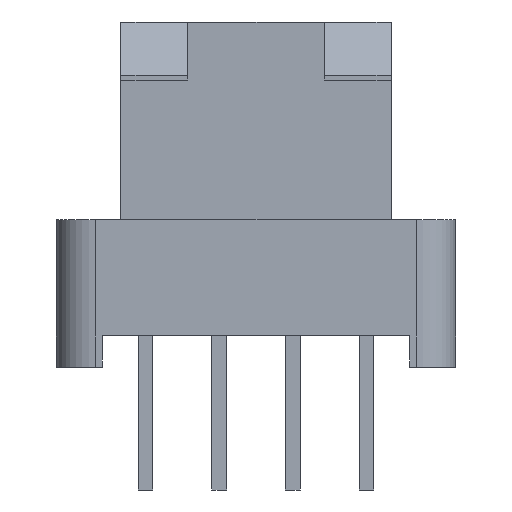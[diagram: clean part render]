
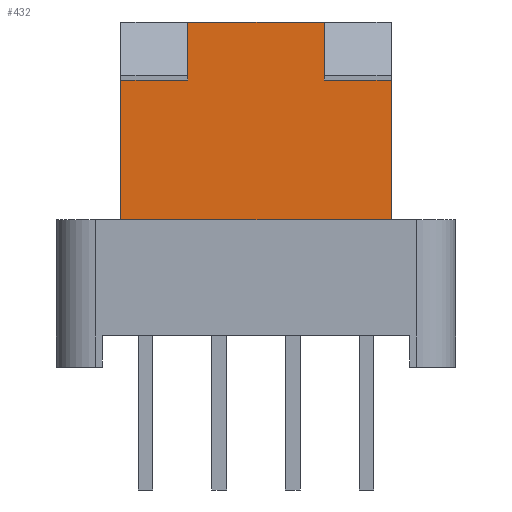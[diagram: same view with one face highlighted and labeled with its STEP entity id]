
A CAD part, left-side view. The second image highlights one B-rep face of the part: STEP entity #432.
In plain terms, the highlighted planar face has unit normal (-1, 0, 0).
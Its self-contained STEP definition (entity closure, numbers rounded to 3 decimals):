
#432=ADVANCED_FACE('',(#1709),#1710,.T.);
#1709=FACE_OUTER_BOUND('',#3346,.T.);
#1710=PLANE('',#3347);
#3346=EDGE_LOOP('',(#7398,#7399,#7400,#7401,#7402,#7403,#7404,#7405));
#3347=AXIS2_PLACEMENT_3D('',#7406,#7407,#7408);
#7398=ORIENTED_EDGE('',*,*,#11147,.T.);
#7399=ORIENTED_EDGE('',*,*,#10244,.T.);
#7400=ORIENTED_EDGE('',*,*,#11165,.F.);
#7401=ORIENTED_EDGE('',*,*,#11172,.F.);
#7402=ORIENTED_EDGE('',*,*,#11173,.F.);
#7403=ORIENTED_EDGE('',*,*,#11174,.T.);
#7404=ORIENTED_EDGE('',*,*,#11175,.T.);
#7405=ORIENTED_EDGE('',*,*,#11176,.F.);
#7406=CARTESIAN_POINT('',(-25.845,3.493,-1.295));
#7407=DIRECTION('',(-1.0,0.0,0.0));
#7408=DIRECTION('',(0.0,0.0,1.0));
#10244=EDGE_CURVE('',#12361,#12359,#12362,.T.);
#11147=EDGE_CURVE('',#13861,#12361,#13862,.T.);
#11165=EDGE_CURVE('',#13892,#12359,#13894,.T.);
#11172=EDGE_CURVE('',#13906,#13892,#13907,.T.);
#11173=EDGE_CURVE('',#13908,#13906,#13909,.T.);
#11174=EDGE_CURVE('',#13908,#13910,#13911,.T.);
#11175=EDGE_CURVE('',#13910,#13912,#13913,.T.);
#11176=EDGE_CURVE('',#13861,#13912,#13914,.T.);
#12359=VERTEX_POINT('',#15671);
#12361=VERTEX_POINT('',#15674);
#12362=LINE('',#15675,#15676);
#13861=VERTEX_POINT('',#18065);
#13862=LINE('',#18066,#18067);
#13892=VERTEX_POINT('',#18113);
#13894=LINE('',#18116,#18117);
#13906=VERTEX_POINT('',#18135);
#13907=LINE('',#18136,#18137);
#13908=VERTEX_POINT('',#18138);
#13909=LINE('',#18139,#18140);
#13910=VERTEX_POINT('',#18141);
#13911=LINE('',#18142,#18143);
#13912=VERTEX_POINT('',#18144);
#13913=LINE('',#18145,#18146);
#13914=LINE('',#18147,#18148);
#15671=CARTESIAN_POINT('',(-25.845,-3.493,-4.902));
#15674=CARTESIAN_POINT('',(-25.845,3.493,-4.902));
#15675=CARTESIAN_POINT('',(-25.845,3.493,-4.902));
#15676=VECTOR('',#19920,6.985);
#18065=CARTESIAN_POINT('',(-25.845,3.493,-1.295));
#18066=CARTESIAN_POINT('',(-25.845,3.493,-1.295));
#18067=VECTOR('',#20847,3.607);
#18113=CARTESIAN_POINT('',(-25.845,-3.493,-1.295));
#18116=CARTESIAN_POINT('',(-25.845,-3.493,-1.295));
#18117=VECTOR('',#20865,3.607);
#18135=CARTESIAN_POINT('',(-25.845,-1.765,-1.295));
#18136=CARTESIAN_POINT('',(-25.845,-1.765,-1.295));
#18137=VECTOR('',#20872,1.727);
#18138=CARTESIAN_POINT('',(-25.845,-1.765,0.203));
#18139=CARTESIAN_POINT('',(-25.845,-1.765,0.203));
#18140=VECTOR('',#20873,1.499);
#18141=CARTESIAN_POINT('',(-25.845,1.765,0.203));
#18142=CARTESIAN_POINT('',(-25.845,-1.765,0.203));
#18143=VECTOR('',#20874,3.531);
#18144=CARTESIAN_POINT('',(-25.845,1.765,-1.295));
#18145=CARTESIAN_POINT('',(-25.845,1.765,0.203));
#18146=VECTOR('',#20875,1.499);
#18147=CARTESIAN_POINT('',(-25.845,3.493,-1.295));
#18148=VECTOR('',#20876,1.727);
#19920=DIRECTION('',(0.0,-1.0,0.0));
#20847=DIRECTION('',(0.0,0.0,-1.0));
#20865=DIRECTION('',(0.0,0.0,-1.0));
#20872=DIRECTION('',(0.0,-1.0,0.0));
#20873=DIRECTION('',(0.0,0.0,-1.0));
#20874=DIRECTION('',(0.0,1.0,0.0));
#20875=DIRECTION('',(0.0,0.0,-1.0));
#20876=DIRECTION('',(0.0,-1.0,0.0));
